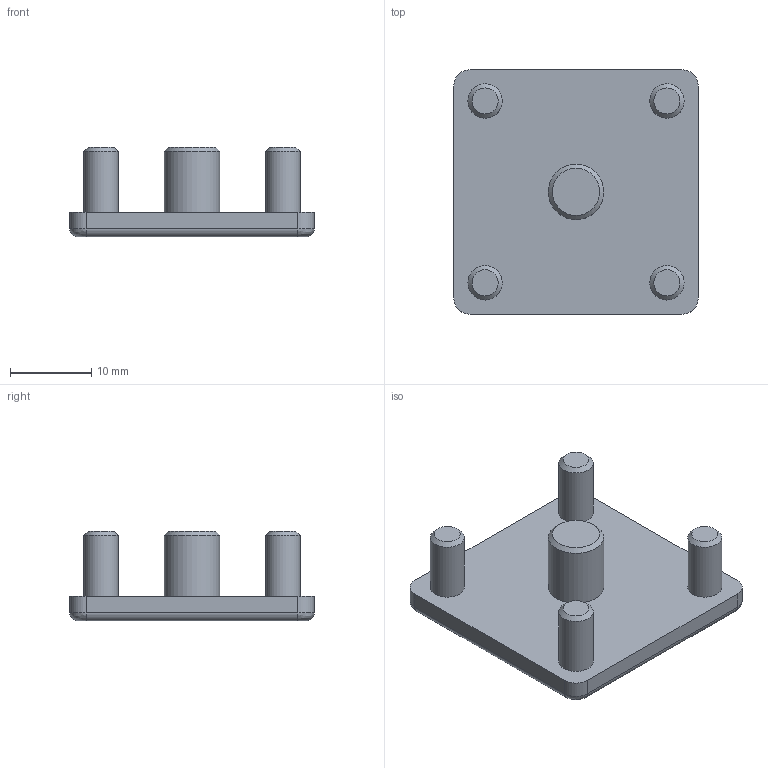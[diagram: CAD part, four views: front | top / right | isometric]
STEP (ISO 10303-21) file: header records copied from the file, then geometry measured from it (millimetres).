
FILE_DESCRIPTION(/* description */ (''),/* implementation_level */ '2;1');
FILE_NAME(/* name */ 'end_cap_x6.step',/* time_stamp */ '2020-10-05T14:40:47+07:00',/* author */ (''),/* organization */ (''),/* preprocessor_version */ 'ST-DEVELOPER v18.1',/* originating_system */ 'Autodesk Translation Framework v9.3.0.1241',/* authorisation */ '');
FILE_SCHEMA (('AUTOMOTIVE_DESIGN { 1 0 10303 214 3 1 1 }'));
Length unit declared in the file: millimetre
Products named in the file (1): Parrot_End_Caps_Vedit
Bounding box: 30 x 30 x 11 mm (x, y, z)
Volume: 3311.7 mm3; surface area: 2835.2 mm2
Topology: 1 solids, 1 shells, 96 faces, 215 edges, 139 vertices
Faces by surface type: bspline 36, cylinder 31, plane 24, cone 5
Full cylindrical faces by diameter (mm): 4.2 x4, 6.8 x1
Entity records: 3526 total; most frequent: CARTESIAN_POINT 1511, ORIENTED_EDGE 430, DIRECTION 344, EDGE_CURVE 215, VERTEX_POINT 139, AXIS2_PLACEMENT_3D 132, EDGE_LOOP 114, FACE_OUTER_BOUND 96
